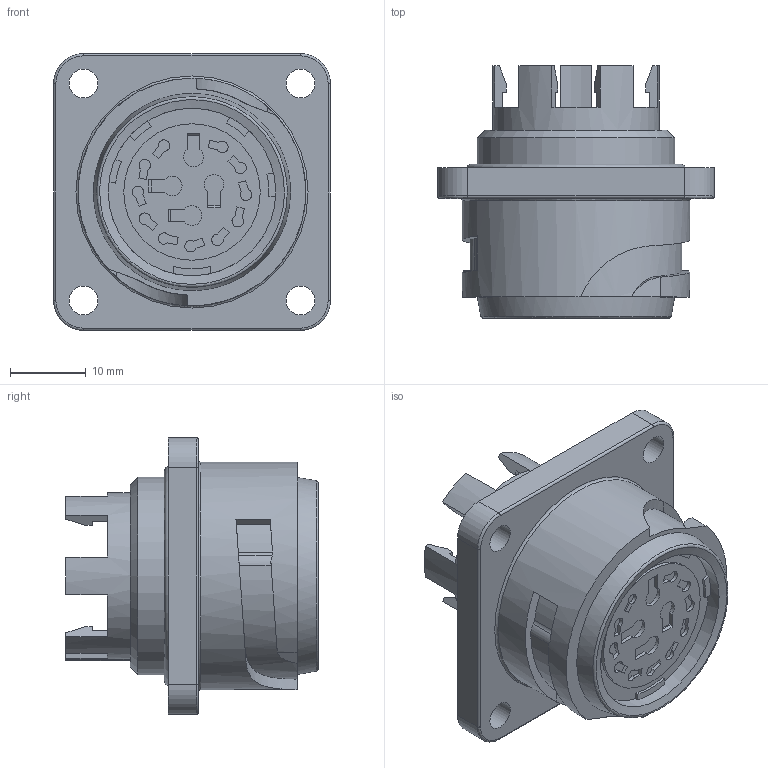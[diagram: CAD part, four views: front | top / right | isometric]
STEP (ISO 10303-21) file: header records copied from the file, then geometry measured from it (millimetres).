
FILE_DESCRIPTION(/* description */ (''),/* implementation_level */ '2;1');
FILE_NAME(/* name */ 'c016 10c014 000 1nxc001-01.stp',/* time_stamp */ '2021-11-22T11:38:20+01:00',/* author */ (''),/* organization */ (''),/* preprocessor_version */ 'ST-DEVELOPER v16.7',/* originating_system */ 'SIEMENS PLM Software NX 12.0',/* authorisation */ '');
FILE_SCHEMA (('AUTOMOTIVE_DESIGN { 1 0 10303 214 3 1 1 1 }'));
Length unit declared in the file: millimetre
Products named in the file (5): c016 e04 041 e1nxm001-11; org 25_0x1_5 55shnxm001-01; c016 g29 041 e1nxm001-07; c016 10c014 000 1nxm001-01; c016 10c014 000 1nxc001-01
Assembly tree (4 placements, depth 3):
  c016 10c014 000 1nxc001-01
    c016 10c014 000 1nxm001-01
      c016 g29 041 e1nxm001-07
      org 25_0x1_5 55shnxm001-01
      c016 e04 041 e1nxm001-11
Bounding box: 36.5 x 33.29 x 36.5 mm (x, y, z)
Volume: 17481 mm3; surface area: 7243.3 mm2
Topology: 2 solids, 2 shells, 375 faces, 1032 edges, 695 vertices
Faces by surface type: plane 260, cylinder 96, cone 8, bspline 7, torus 2, extrusion 2
Full cylindrical faces by diameter (mm): 3.8 x4, 18 x1, 22.1 x1, 26 x1, 30 x1
Entity records: 15055 total; most frequent: CARTESIAN_POINT 2925, ORIENTED_EDGE 2026, DIRECTION 1966, EDGE_CURVE 1013, VECTOR 692, VERTEX_POINT 692, LINE 690, AXIS2_PLACEMENT_3D 637
